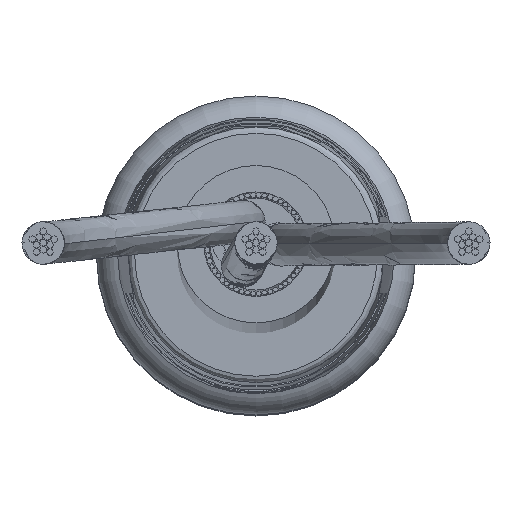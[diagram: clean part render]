
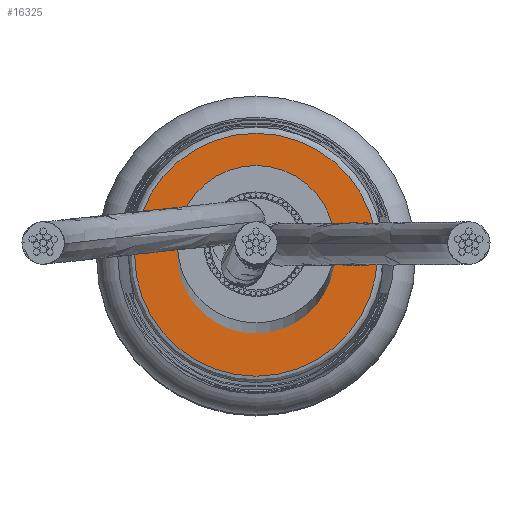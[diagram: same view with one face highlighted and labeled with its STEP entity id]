
A CAD part, top view. The second image highlights one B-rep face of the part: STEP entity #16325.
In plain terms, the highlighted face is planar.
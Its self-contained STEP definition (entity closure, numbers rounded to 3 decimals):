
#258 = CIRCLE ( 'NONE', #17757, 2.854 ) ;
#1870 = DIRECTION ( 'NONE',  ( 0., 0., 1. ) ) ;
#2371 = VERTEX_POINT ( 'NONE', #13659 ) ;
#4366 = CIRCLE ( 'NONE', #14304, 2.854 ) ;
#6091 = VERTEX_POINT ( 'NONE', #21525 ) ;
#7738 = AXIS2_PLACEMENT_3D ( 'NONE', #21733, #18474, #1870 ) ;
#8012 = CARTESIAN_POINT ( 'NONE',  ( 0., -24., 0. ) ) ;
#8093 = CARTESIAN_POINT ( 'NONE',  ( 0., -24., 0. ) ) ;
#9957 = EDGE_LOOP ( 'NONE', ( #14931, #16768 ) ) ;
#11292 = DIRECTION ( 'NONE',  ( 0., -1., 0. ) ) ;
#11886 = PLANE ( 'NONE',  #7738 ) ;
#12978 = EDGE_CURVE ( 'NONE', #2371, #6091, #258, .T. ) ;
#12989 = DIRECTION ( 'NONE',  ( 0., 0., 1. ) ) ;
#13659 = CARTESIAN_POINT ( 'NONE',  ( 0., -24., -2.854 ) ) ;
#14304 = AXIS2_PLACEMENT_3D ( 'NONE', #8093, #19650, #21575 ) ;
#14931 = ORIENTED_EDGE ( 'NONE', *, *, #21556, .T. ) ;
#16325 = ADVANCED_FACE ( 'NONE', ( #18976 ), #11886, .F. ) ;
#16768 = ORIENTED_EDGE ( 'NONE', *, *, #12978, .T. ) ;
#17757 = AXIS2_PLACEMENT_3D ( 'NONE', #8012, #11292, #12989 ) ;
#18474 = DIRECTION ( 'NONE',  ( 0., 1., 0. ) ) ;
#18976 = FACE_OUTER_BOUND ( 'NONE', #9957, .T. ) ;
#19650 = DIRECTION ( 'NONE',  ( 0., -1., 0. ) ) ;
#21525 = CARTESIAN_POINT ( 'NONE',  ( 0., -24., 2.854 ) ) ;
#21556 = EDGE_CURVE ( 'NONE', #6091, #2371, #4366, .T. ) ;
#21575 = DIRECTION ( 'NONE',  ( 0., 0., 1. ) ) ;
#21733 = CARTESIAN_POINT ( 'NONE',  ( 0., -24., 0. ) ) ;
